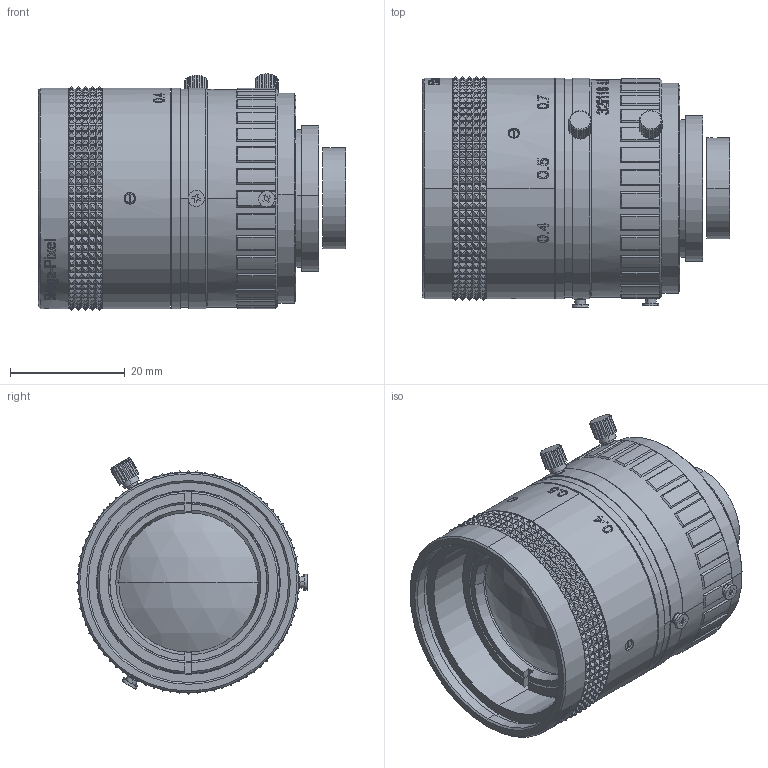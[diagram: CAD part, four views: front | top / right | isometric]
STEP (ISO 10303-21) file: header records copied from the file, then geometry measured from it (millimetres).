
FILE_DESCRIPTION (( 'STEP AP203' ), '1' );
FILE_NAME ('VA-LCM-2MP-50MM-F2.0-015-SWIR.STEP', '2022-03-18T02:18:29', ( 'MM' ), ( 'Microsoft' ), 'SwSTEP 2.0', 'SolidWorks 2016', '' );
FILE_SCHEMA (( 'CONFIG_CONTROL_DESIGN' ));
Length unit declared in the file: millimetre
Products named in the file (1): VA-LCM-2MP-50MM-F2.0-015-SWIR
Bounding box: 53.6 x 40.25 x 41.22 mm (x, y, z)
Surface area: 12355 mm2 (no closed solid volume)
Topology: 0 solids, 40 shells, 2061 faces, 6433 edges, 4345 vertices
Faces by surface type: plane 1192, cylinder 622, bspline 149, cone 92, sphere 4, torus 2
Entity records: 97512 total; most frequent: CARTESIAN_POINT 46011, ORIENTED_EDGE 11518, DIRECTION 8798, EDGE_CURVE 6433, VERTEX_POINT 4345, AXIS2_PLACEMENT_3D 3432, B_SPLINE_CURVE_WITH_KNOTS 2980, EDGE_LOOP 2183
